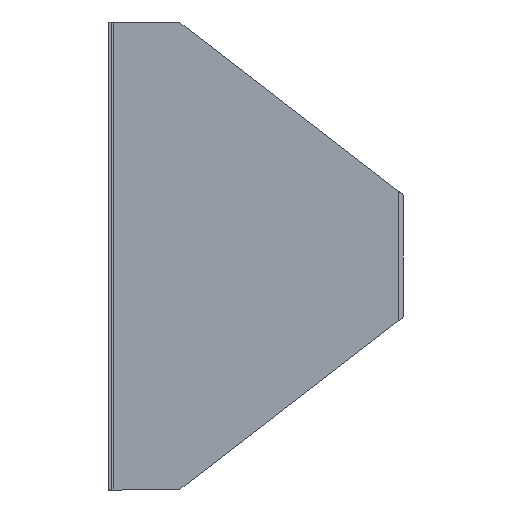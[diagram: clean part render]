
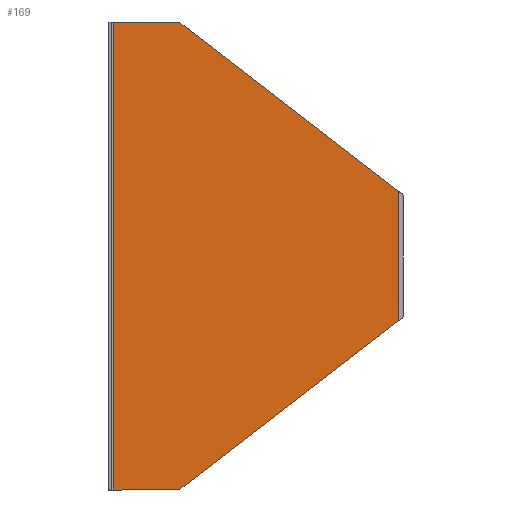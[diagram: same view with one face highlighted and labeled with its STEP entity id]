
A CAD part, front view. The second image highlights one B-rep face of the part: STEP entity #169.
In plain terms, the highlighted planar face has unit normal (0, -1, 0).
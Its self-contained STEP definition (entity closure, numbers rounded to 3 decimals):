
#39 = VECTOR ( 'NONE', #887, 1000. ) ;
#67 = ORIENTED_EDGE ( 'NONE', *, *, #101, .T. ) ;
#98 = ORIENTED_EDGE ( 'NONE', *, *, #1024, .T. ) ;
#99 = VECTOR ( 'NONE', #1021, 1000. ) ;
#101 = EDGE_CURVE ( 'NONE', #704, #118, #337, .T. ) ;
#118 = VERTEX_POINT ( 'NONE', #225 ) ;
#162 = DIRECTION ( 'NONE',  ( 1., 0., 0. ) ) ;
#169 = ADVANCED_FACE ( 'NONE', ( #1102 ), #1219, .F. ) ;
#182 = VERTEX_POINT ( 'NONE', #579 ) ;
#186 = EDGE_LOOP ( 'NONE', ( #67, #332, #1365, #645, #98, #1029 ) ) ;
#189 = DIRECTION ( 'NONE',  ( 0., 0., 1. ) ) ;
#225 = CARTESIAN_POINT ( 'NONE',  ( 247.644, -2., -55.188 ) ) ;
#244 = LINE ( 'NONE', #772, #933 ) ;
#263 = EDGE_CURVE ( 'NONE', #118, #288, #1371, .T. ) ;
#288 = VERTEX_POINT ( 'NONE', #1175 ) ;
#313 = CARTESIAN_POINT ( 'NONE',  ( 4., -2., -200. ) ) ;
#332 = ORIENTED_EDGE ( 'NONE', *, *, #263, .T. ) ;
#337 = LINE ( 'NONE', #802, #99 ) ;
#339 = CARTESIAN_POINT ( 'NONE',  ( 0., -2., 200. ) ) ;
#367 = CARTESIAN_POINT ( 'NONE',  ( 60., -2., -200. ) ) ;
#497 = CARTESIAN_POINT ( 'NONE',  ( 0., -2., -200. ) ) ;
#514 = CARTESIAN_POINT ( 'NONE',  ( 4., -2., 200. ) ) ;
#538 = DIRECTION ( 'NONE',  ( -1., 0., 0. ) ) ;
#579 = CARTESIAN_POINT ( 'NONE',  ( 60., -2., 200. ) ) ;
#581 = CARTESIAN_POINT ( 'NONE',  ( 4., -2., -200. ) ) ;
#617 = EDGE_CURVE ( 'NONE', #1256, #704, #949, .T. ) ;
#645 = ORIENTED_EDGE ( 'NONE', *, *, #1355, .T. ) ;
#653 = VECTOR ( 'NONE', #162, 1000. ) ;
#704 = VERTEX_POINT ( 'NONE', #367 ) ;
#729 = CARTESIAN_POINT ( 'NONE',  ( 247.644, -2., 200. ) ) ;
#772 = CARTESIAN_POINT ( 'NONE',  ( 0., -2., 200. ) ) ;
#780 = CARTESIAN_POINT ( 'NONE',  ( 60., -2., 200. ) ) ;
#799 = DIRECTION ( 'NONE',  ( 0., 0., -1. ) ) ;
#802 = CARTESIAN_POINT ( 'NONE',  ( 60., -2., -200. ) ) ;
#837 = AXIS2_PLACEMENT_3D ( 'NONE', #339, #1332, #1341 ) ;
#887 = DIRECTION ( 'NONE',  ( -0.792, 0., 0.611 ) ) ;
#933 = VECTOR ( 'NONE', #538, 1000. ) ;
#949 = LINE ( 'NONE', #497, #653 ) ;
#1021 = DIRECTION ( 'NONE',  ( 0.792, 0., 0.611 ) ) ;
#1024 = EDGE_CURVE ( 'NONE', #1238, #1256, #1208, .T. ) ;
#1029 = ORIENTED_EDGE ( 'NONE', *, *, #617, .T. ) ;
#1035 = VECTOR ( 'NONE', #189, 1000. ) ;
#1102 = FACE_OUTER_BOUND ( 'NONE', #186, .T. ) ;
#1131 = LINE ( 'NONE', #780, #39 ) ;
#1161 = VECTOR ( 'NONE', #799, 1000. ) ;
#1175 = CARTESIAN_POINT ( 'NONE',  ( 247.644, -2., 55.188 ) ) ;
#1208 = LINE ( 'NONE', #581, #1161 ) ;
#1219 = PLANE ( 'NONE',  #837 ) ;
#1238 = VERTEX_POINT ( 'NONE', #514 ) ;
#1256 = VERTEX_POINT ( 'NONE', #313 ) ;
#1332 = DIRECTION ( 'NONE',  ( 0., 1., 0. ) ) ;
#1341 = DIRECTION ( 'NONE',  ( 0., 0., 1. ) ) ;
#1355 = EDGE_CURVE ( 'NONE', #182, #1238, #244, .T. ) ;
#1365 = ORIENTED_EDGE ( 'NONE', *, *, #1392, .T. ) ;
#1371 = LINE ( 'NONE', #729, #1035 ) ;
#1392 = EDGE_CURVE ( 'NONE', #288, #182, #1131, .T. ) ;
